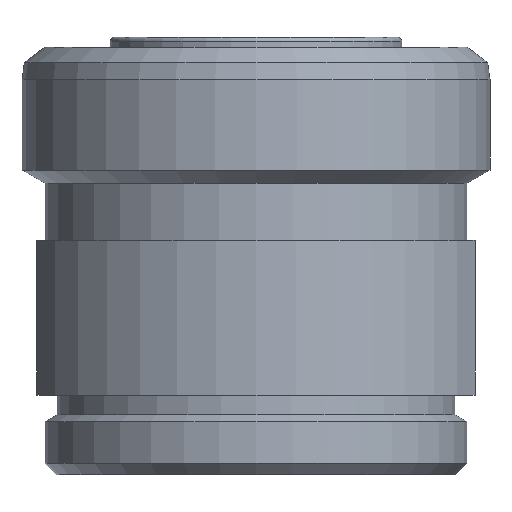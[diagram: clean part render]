
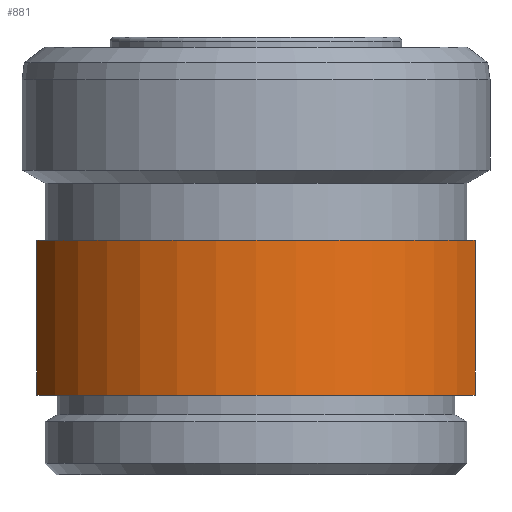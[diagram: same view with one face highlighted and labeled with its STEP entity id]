
A CAD part, front view. The second image highlights one B-rep face of the part: STEP entity #881.
In plain terms, the highlighted cylindrical face has radius 14.5 mm (diameter 29 mm), a partial arc.
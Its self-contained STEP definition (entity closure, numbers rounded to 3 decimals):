
#12 = CARTESIAN_POINT ( 'NONE',  ( 13.5, -5.292, -30.88 ) ) ;
#268 = CARTESIAN_POINT ( 'NONE',  ( -13.5, -5.292, -20.25 ) ) ;
#657 = CARTESIAN_POINT ( 'NONE',  ( 0., 0., -20.25 ) ) ;
#677 = EDGE_CURVE ( 'NONE', #2215, #769, #1222, .T. ) ;
#740 = CARTESIAN_POINT ( 'NONE',  ( -13.5, -5.292, -10.7 ) ) ;
#769 = VERTEX_POINT ( 'NONE', #740 ) ;
#857 = ORIENTED_EDGE ( 'NONE', *, *, #677, .F. ) ;
#881 = ADVANCED_FACE ( 'NONE', ( #1633 ), #1284, .T. ) ;
#907 = EDGE_CURVE ( 'NONE', #2215, #3588, #1410, .T. ) ;
#1205 = EDGE_LOOP ( 'NONE', ( #4452, #857, #2965, #4618 ) ) ;
#1222 = LINE ( 'NONE', #4450, #2102 ) ;
#1284 = CYLINDRICAL_SURFACE ( 'NONE', #3122, 14.5 ) ;
#1410 = CIRCLE ( 'NONE', #4132, 14.5 ) ;
#1482 = CARTESIAN_POINT ( 'NONE',  ( 13.5, -5.292, -10.7 ) ) ;
#1633 = FACE_OUTER_BOUND ( 'NONE', #1205, .T. ) ;
#1674 = DIRECTION ( 'NONE',  ( 0., 0., 1. ) ) ;
#1784 = DIRECTION ( 'NONE',  ( 1., 0., 0. ) ) ;
#1835 = DIRECTION ( 'NONE',  ( 0., 0., 1. ) ) ;
#1953 = CARTESIAN_POINT ( 'NONE',  ( 0., 0., -10.7 ) ) ;
#2005 = EDGE_CURVE ( 'NONE', #769, #4709, #3577, .T. ) ;
#2102 = VECTOR ( 'NONE', #1835, 1000. ) ;
#2215 = VERTEX_POINT ( 'NONE', #268 ) ;
#2411 = CARTESIAN_POINT ( 'NONE',  ( 0., 0., 3.62 ) ) ;
#2776 = DIRECTION ( 'NONE',  ( 0., 0., 1. ) ) ;
#2965 = ORIENTED_EDGE ( 'NONE', *, *, #907, .T. ) ;
#3018 = EDGE_CURVE ( 'NONE', #3588, #4709, #4265, .T. ) ;
#3122 = AXIS2_PLACEMENT_3D ( 'NONE', #2411, #2776, #4785 ) ;
#3265 = DIRECTION ( 'NONE',  ( 0., 0., 1. ) ) ;
#3577 = CIRCLE ( 'NONE', #4183, 14.5 ) ;
#3588 = VERTEX_POINT ( 'NONE', #3731 ) ;
#3731 = CARTESIAN_POINT ( 'NONE',  ( 13.5, -5.292, -20.25 ) ) ;
#4132 = AXIS2_PLACEMENT_3D ( 'NONE', #657, #3265, #1784 ) ;
#4161 = VECTOR ( 'NONE', #1674, 1000. ) ;
#4183 = AXIS2_PLACEMENT_3D ( 'NONE', #1953, #4199, #4564 ) ;
#4199 = DIRECTION ( 'NONE',  ( 0., 0., 1. ) ) ;
#4265 = LINE ( 'NONE', #12, #4161 ) ;
#4450 = CARTESIAN_POINT ( 'NONE',  ( -13.5, -5.292, -30.88 ) ) ;
#4452 = ORIENTED_EDGE ( 'NONE', *, *, #2005, .F. ) ;
#4564 = DIRECTION ( 'NONE',  ( 1., 0., 0. ) ) ;
#4618 = ORIENTED_EDGE ( 'NONE', *, *, #3018, .T. ) ;
#4709 = VERTEX_POINT ( 'NONE', #1482 ) ;
#4785 = DIRECTION ( 'NONE',  ( 1., 0., 0. ) ) ;
